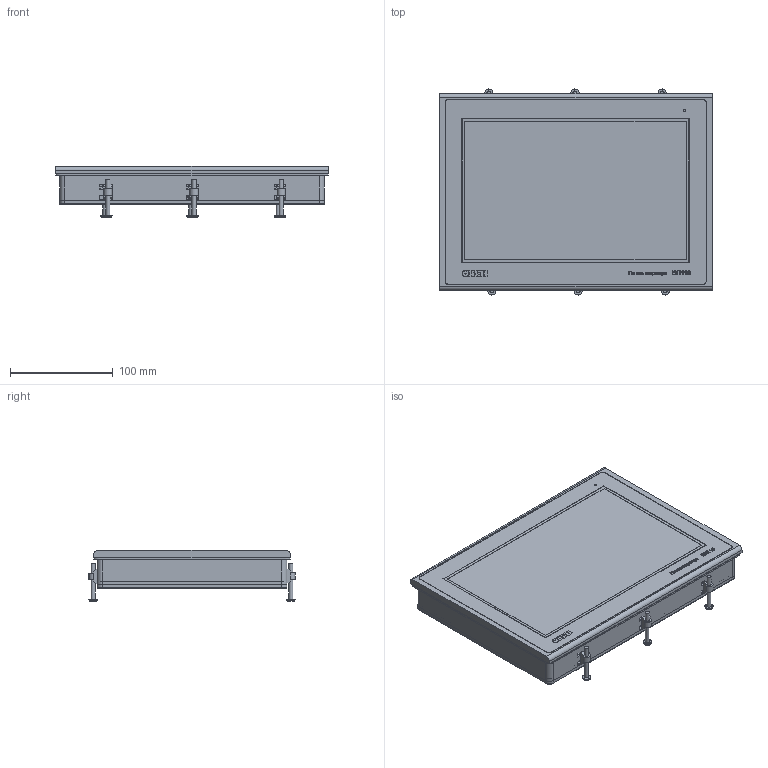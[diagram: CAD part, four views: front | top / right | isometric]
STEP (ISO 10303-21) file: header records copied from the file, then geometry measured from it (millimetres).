
FILE_DESCRIPTION (( 'STEP AP214' ), '1' );
FILE_NAME ('3D 斁麧錪 蟠110.STEP', '2020-05-20T13:59:09', ( '' ), ( '' ), 'SwSTEP 2.0', 'SolidWorks 2015', '' );
FILE_SCHEMA (( 'AUTOMOTIVE_DESIGN' ));
Length unit declared in the file: millimetre
Products named in the file (12): ÂÏ110 Êîðïóñ çàä; ISO 1580 - M4 x 35 --- 35N_ISO 1580 - M4 x 35 --- 35N; SPK110_001F02M_00; ч緡餩00; Ethernet; _ISO 1580 - M3 x 10 --- 10N; Êëåììíèê 3çåë; Ïðîêëàäêà ÑÏÊ110.Ä_00; USB A; 3D 斁麧錪 蟠110; USB ðîçåòêà; ÂÏ110 Êîðïóñ ïåðåä
Assembly tree (27 placements, depth 2):
  3D 斁麧錪 蟠110
    ÂÏ110 Êîðïóñ ïåðåä
    ÂÏ110 Êîðïóñ çàä
    SPK110_001F02M_00
    USB ðîçåòêà
    USB A  x2
    Êëåììíèê 3çåë
    _ISO 1580 - M3 x 10 --- 10N  x6
    Ïðîêëàäêà ÑÏÊ110.Ä_00
    Ethernet
    ч緡餩00  x6
    ISO 1580 - M4 x 35 --- 35N_ISO 1580 - M4 x 35 --- 35N  x6
Bounding box: 266 x 201 x 50 mm (x, y, z)
Volume: 529425.7 mm3; surface area: 381864.6 mm2
Topology: 33 solids, 33 shells, 2366 faces, 6280 edges, 4085 vertices
Faces by surface type: plane 1965, cylinder 193, bspline 180, torus 16, cone 12
Full cylindrical faces by diameter (mm): 2 x3, 2.5 x1, 3 x6, 3.5 x6, 4 x6, 6 x6, 8 x12
Entity records: 84690 total; most frequent: CARTESIAN_POINT 19248, ORIENTED_EDGE 10638, DIRECTION 8895, EDGE_CURVE 5319, LINE 4653, VECTOR 4653, VERTEX_POINT 3540, EDGE_LOOP 2173
